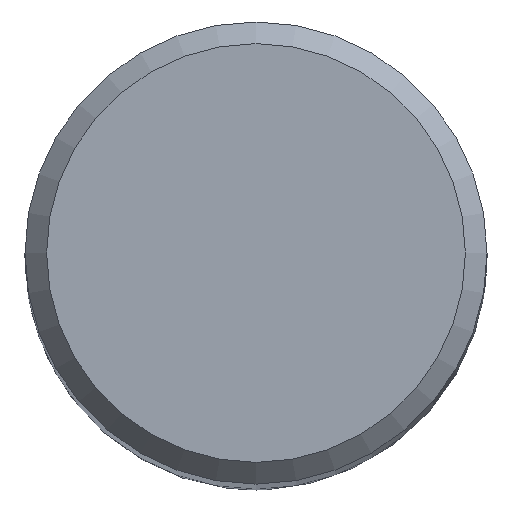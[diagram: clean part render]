
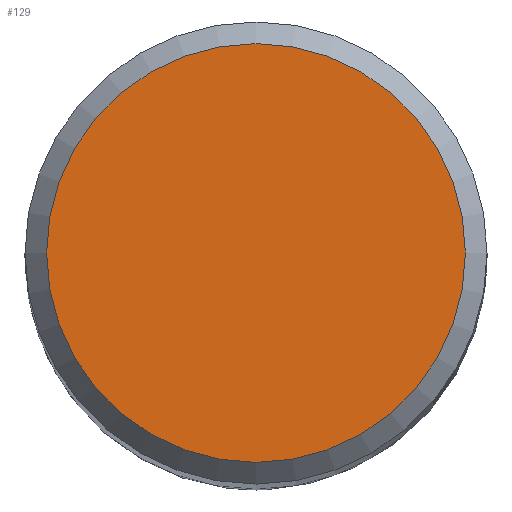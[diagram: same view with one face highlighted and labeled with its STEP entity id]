
A CAD part, top view. The second image highlights one B-rep face of the part: STEP entity #129.
In plain terms, the highlighted planar face has unit normal (0, 0, 1).
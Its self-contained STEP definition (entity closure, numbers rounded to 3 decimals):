
#100=FACE_OUTER_BOUND('',#206,.T.);
#103=PLANE('',#412);
#129=ADVANCED_FACE('CU_SU_BACK_FACE',(#100),#103,.F.);
#206=EDGE_LOOP('',(#242));
#242=ORIENTED_EDGE('',*,*,#282,.T.);
#263=VERTEX_POINT('',#600);
#282=EDGE_CURVE('',#263,#263,#300,.T.);
#300=CIRCLE('',#411,14.5);
#411=AXIS2_PLACEMENT_3D('',#599,#494,#495);
#412=AXIS2_PLACEMENT_3D('',#601,#496,#497);
#494=DIRECTION('',(0.,0.,1.));
#495=DIRECTION('',(-1.,0.,0.));
#496=DIRECTION('',(0.,0.,-1.));
#497=DIRECTION('',(-1.,0.,0.));
#599=CARTESIAN_POINT('',(0.,0.,0.));
#600=CARTESIAN_POINT('',(-14.5,0.,0.));
#601=CARTESIAN_POINT('',(0.,0.,0.));
